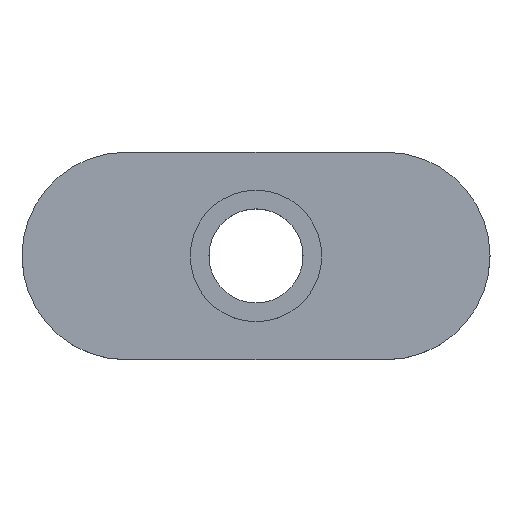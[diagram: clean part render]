
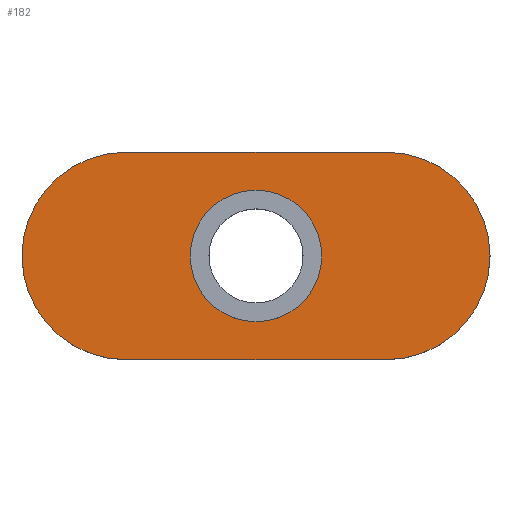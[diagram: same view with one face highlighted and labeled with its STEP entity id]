
A CAD part, top view. The second image highlights one B-rep face of the part: STEP entity #182.
In plain terms, the highlighted planar face has unit normal (0, 0, 1).
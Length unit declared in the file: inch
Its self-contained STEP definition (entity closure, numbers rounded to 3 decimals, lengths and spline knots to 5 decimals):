
#2 = EDGE_LOOP ( 'NONE', ( #117, #77 ) ) ;
#14 = AXIS2_PLACEMENT_3D ( 'NONE', #232, #405, #372 ) ;
#17 = CIRCLE ( 'NONE', #231, 0.1405 ) ;
#19 = CARTESIAN_POINT ( 'NONE',  ( 4.38105, 4.73649, 0.095 ) ) ;
#23 = CARTESIAN_POINT ( 'NONE',  ( 4.93805, 4.95799, 0.095 ) ) ;
#35 = DIRECTION ( 'NONE',  ( 1., 0., 0. ) ) ;
#36 = VERTEX_POINT ( 'NONE', #42 ) ;
#38 = VERTEX_POINT ( 'NONE', #381 ) ;
#39 = CARTESIAN_POINT ( 'NONE',  ( 4.65955, 4.95799, 0.095 ) ) ;
#42 = CARTESIAN_POINT ( 'NONE',  ( 5.15955, 4.95799, 0.095 ) ) ;
#47 = CARTESIAN_POINT ( 'NONE',  ( 4.38105, 4.95799, 0.095 ) ) ;
#48 = CIRCLE ( 'NONE', #323, 0.1405 ) ;
#49 = LINE ( 'NONE', #175, #298 ) ;
#74 = CARTESIAN_POINT ( 'NONE',  ( 4.65955, 4.95799, 0.095 ) ) ;
#77 = ORIENTED_EDGE ( 'NONE', *, *, #331, .F. ) ;
#78 = DIRECTION ( 'NONE',  ( -1., 0., 0. ) ) ;
#90 = DIRECTION ( 'NONE',  ( 0., 0., 1. ) ) ;
#93 = DIRECTION ( 'NONE',  ( 0., 0., 1. ) ) ;
#95 = CIRCLE ( 'NONE', #217, 0.2215 ) ;
#117 = ORIENTED_EDGE ( 'NONE', *, *, #400, .F. ) ;
#124 = CARTESIAN_POINT ( 'NONE',  ( 4.93805, 5.17949, 0.095 ) ) ;
#127 = DIRECTION ( 'NONE',  ( 1., 0., 0. ) ) ;
#140 = EDGE_CURVE ( 'NONE', #295, #393, #49, .T. ) ;
#145 = VERTEX_POINT ( 'NONE', #357 ) ;
#165 = AXIS2_PLACEMENT_3D ( 'NONE', #274, #90, #35 ) ;
#168 = ORIENTED_EDGE ( 'NONE', *, *, #205, .T. ) ;
#169 = DIRECTION ( 'NONE',  ( 0., 0., 1. ) ) ;
#171 = FACE_OUTER_BOUND ( 'NONE', #404, .T. ) ;
#175 = CARTESIAN_POINT ( 'NONE',  ( 4.93805, 5.17949, 0.095 ) ) ;
#176 = CARTESIAN_POINT ( 'NONE',  ( 4.38105, 5.17949, 0.095 ) ) ;
#182 = ADVANCED_FACE ( 'NONE', ( #353, #171 ), #211, .T. ) ;
#200 = VERTEX_POINT ( 'NONE', #19 ) ;
#205 = EDGE_CURVE ( 'NONE', #145, #36, #230, .T. ) ;
#211 = PLANE ( 'NONE',  #373 ) ;
#217 = AXIS2_PLACEMENT_3D ( 'NONE', #23, #382, #291 ) ;
#224 = CARTESIAN_POINT ( 'NONE',  ( 4.80005, 4.95799, 0.095 ) ) ;
#230 = CIRCLE ( 'NONE', #14, 0.2215 ) ;
#231 = AXIS2_PLACEMENT_3D ( 'NONE', #74, #169, #349 ) ;
#232 = CARTESIAN_POINT ( 'NONE',  ( 4.93805, 4.95799, 0.095 ) ) ;
#236 = ORIENTED_EDGE ( 'NONE', *, *, #398, .T. ) ;
#252 = EDGE_CURVE ( 'NONE', #393, #200, #366, .T. ) ;
#265 = VERTEX_POINT ( 'NONE', #224 ) ;
#274 = CARTESIAN_POINT ( 'NONE',  ( 4.38105, 4.95799, 0.095 ) ) ;
#286 = DIRECTION ( 'NONE',  ( 1., 0., 0. ) ) ;
#291 = DIRECTION ( 'NONE',  ( 1., 0., 0. ) ) ;
#295 = VERTEX_POINT ( 'NONE', #124 ) ;
#298 = VECTOR ( 'NONE', #78, 39.37008 ) ;
#305 = CARTESIAN_POINT ( 'NONE',  ( 4.38105, 4.73649, 0.095 ) ) ;
#310 = ORIENTED_EDGE ( 'NONE', *, *, #252, .T. ) ;
#319 = DIRECTION ( 'NONE',  ( 0., 0., 1. ) ) ;
#320 = EDGE_CURVE ( 'NONE', #200, #145, #335, .T. ) ;
#323 = AXIS2_PLACEMENT_3D ( 'NONE', #39, #93, #127 ) ;
#331 = EDGE_CURVE ( 'NONE', #265, #38, #48, .T. ) ;
#335 = LINE ( 'NONE', #305, #411 ) ;
#349 = DIRECTION ( 'NONE',  ( 1., 0., 0. ) ) ;
#353 = FACE_BOUND ( 'NONE', #2, .T. ) ;
#357 = CARTESIAN_POINT ( 'NONE',  ( 4.93805, 4.73649, 0.095 ) ) ;
#366 = CIRCLE ( 'NONE', #165, 0.2215 ) ;
#372 = DIRECTION ( 'NONE',  ( 1., 0., 0. ) ) ;
#373 = AXIS2_PLACEMENT_3D ( 'NONE', #47, #319, #286 ) ;
#381 = CARTESIAN_POINT ( 'NONE',  ( 4.51905, 4.95799, 0.095 ) ) ;
#382 = DIRECTION ( 'NONE',  ( 0., 0., 1. ) ) ;
#393 = VERTEX_POINT ( 'NONE', #176 ) ;
#398 = EDGE_CURVE ( 'NONE', #36, #295, #95, .T. ) ;
#400 = EDGE_CURVE ( 'NONE', #38, #265, #17, .T. ) ;
#404 = EDGE_LOOP ( 'NONE', ( #310, #414, #168, #236, #409 ) ) ;
#405 = DIRECTION ( 'NONE',  ( 0., 0., 1. ) ) ;
#408 = DIRECTION ( 'NONE',  ( 1., 0., 0. ) ) ;
#409 = ORIENTED_EDGE ( 'NONE', *, *, #140, .T. ) ;
#411 = VECTOR ( 'NONE', #408, 39.37008 ) ;
#414 = ORIENTED_EDGE ( 'NONE', *, *, #320, .T. ) ;
